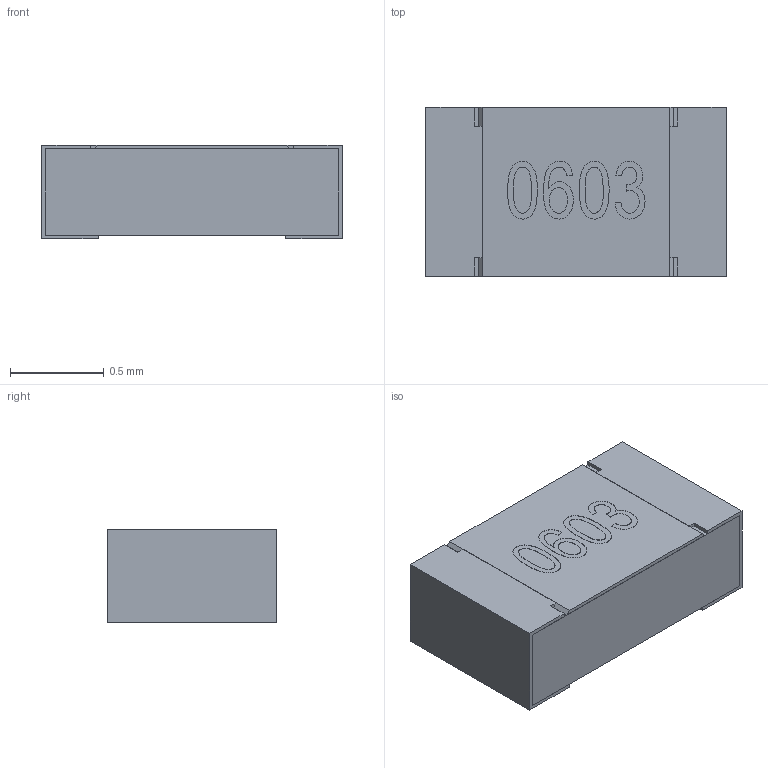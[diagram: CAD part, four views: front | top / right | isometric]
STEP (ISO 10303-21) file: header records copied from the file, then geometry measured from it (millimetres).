
FILE_DESCRIPTION (( 'STEP AP214' ), '1' );
FILE_NAME ('90C7563A-6CC5-48AD-9869-FEE4B286408F.STEP', '2025-01-29T11:55:17', ( '' ), ( '' ), 'SwSTEP 2.0', 'SolidWorks 2022', '' );
FILE_SCHEMA (( 'AUTOMOTIVE_DESIGN' ));
Length unit declared in the file: millimetre
Products named in the file (1): 90C7563A-6CC5-48AD-9869-FEE4B286408F
Bounding box: 1.6 x 0.9 x 0.5 mm (x, y, z)
Volume: 0.7 mm3; surface area: 10.9 mm2
Topology: 4 solids, 4 shells, 97 faces, 246 edges, 164 vertices
Faces by surface type: plane 52, bspline 45
Entity records: 6422 total; most frequent: CARTESIAN_POINT 3345, ORIENTED_EDGE 492, DIRECTION 262, EDGE_CURVE 246, VERTEX_POINT 164, VECTOR 156, LINE 156, EDGE_LOOP 104
